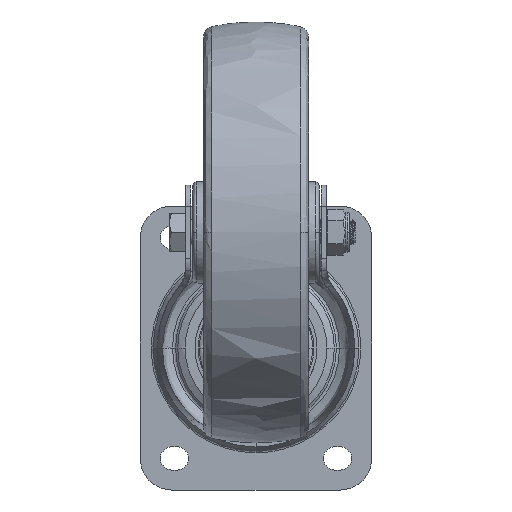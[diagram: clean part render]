
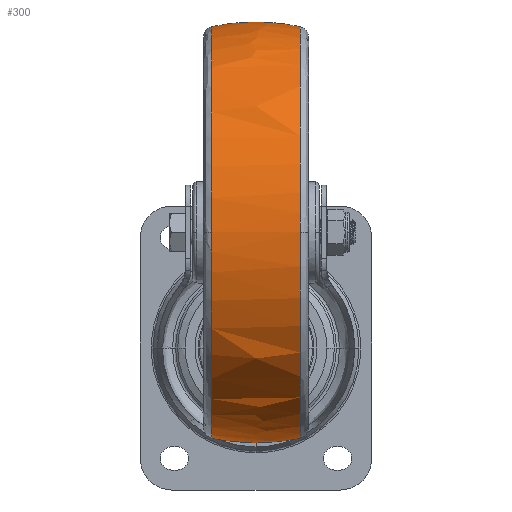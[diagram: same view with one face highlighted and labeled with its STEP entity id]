
A CAD part, front view. The second image highlights one B-rep face of the part: STEP entity #300.
In plain terms, the highlighted free-form (B-spline) face has degree [3, 3] with [4, 4] control points.
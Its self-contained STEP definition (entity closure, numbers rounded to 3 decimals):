
#29 = DIRECTION ( 'NONE',  ( 0., 0., 1. ) ) ;
#300 = ADVANCED_FACE ( 'NONE', ( #18183 ), #41508, .T. ) ;
#329 = CARTESIAN_POINT ( 'NONE',  ( 0., -116., -45. ) ) ;
#1133 = AXIS2_PLACEMENT_3D ( 'NONE', #38809, #19762, #16619 ) ;
#1706 = ORIENTED_EDGE ( 'NONE', *, *, #25803, .F. ) ;
#2008 = EDGE_LOOP ( 'NONE', ( #31205, #3728, #16296, #20688, #11872, #1706, #33190, #45199 ) ) ;
#2250 = DIRECTION ( 'NONE',  ( 0., -1., 0. ) ) ;
#2497 = EDGE_CURVE ( 'NONE', #8587, #16254, #12187, .T. ) ;
#3213 = CARTESIAN_POINT ( 'NONE',  ( -21.053, -116., -42.759 ) ) ;
#3403 = DIRECTION ( 'NONE',  ( 0., 1., 0. ) ) ;
#3728 = ORIENTED_EDGE ( 'NONE', *, *, #32916, .T. ) ;
#4589 = CARTESIAN_POINT ( 'NONE',  ( -21.053, -116., -42.759 ) ) ;
#4739 = CARTESIAN_POINT ( 'NONE',  ( -21.053, -173.266, 152.759 ) ) ;
#6208 = CARTESIAN_POINT ( 'NONE',  ( 21.053, -213.759, 112.266 ) ) ;
#6317 = DIRECTION ( 'NONE',  ( 0., 0., 1. ) ) ;
#6640 = VERTEX_POINT ( 'NONE', #20939 ) ;
#6926 = CARTESIAN_POINT ( 'NONE',  ( 21.053, -116., 152.759 ) ) ;
#8261 = CARTESIAN_POINT ( 'NONE',  ( -200., -516., 155. ) ) ;
#8300 = CIRCLE ( 'NONE', #19875, 100. ) ;
#8587 = VERTEX_POINT ( 'NONE', #33361 ) ;
#9046 = CARTESIAN_POINT ( 'NONE',  ( -21.053, -116., 152.759 ) ) ;
#9712 = VERTEX_POINT ( 'NONE', #3213 ) ;
#9923 = AXIS2_PLACEMENT_3D ( 'NONE', #10193, #2250, #28059 ) ;
#10022 = VERTEX_POINT ( 'NONE', #41795 ) ;
#10193 = CARTESIAN_POINT ( 'NONE',  ( 0., -116., 55. ) ) ;
#11201 = VERTEX_POINT ( 'NONE', #9046 ) ;
#11865 = CARTESIAN_POINT ( 'NONE',  ( 0., -116., 155. ) ) ;
#11872 = ORIENTED_EDGE ( 'NONE', *, *, #45985, .T. ) ;
#12103 = CARTESIAN_POINT ( 'NONE',  ( -200., -516., -45. ) ) ;
#12187 =( BOUNDED_CURVE ( )  B_SPLINE_CURVE ( 3, ( #6926, #43134, #6208, #24557 ),
 .UNSPECIFIED., .F., .F. ) 
 B_SPLINE_CURVE_WITH_KNOTS ( ( 4, 4 ),
 ( 0., 1. ),
 .UNSPECIFIED. ) 
 CURVE ( )  GEOMETRIC_REPRESENTATION_ITEM ( )  RATIONAL_B_SPLINE_CURVE ( ( 1., 0.805, 0.805, 1. ) ) 
 REPRESENTATION_ITEM ( '' )  );
#12364 = EDGE_CURVE ( 'NONE', #9712, #24263, #44615, .T. ) ;
#14665 = CARTESIAN_POINT ( 'NONE',  ( 21.053, -213.759, 55. ) ) ;
#14789 = CARTESIAN_POINT ( 'NONE',  ( 0., -116., -45. ) ) ;
#15021 = CARTESIAN_POINT ( 'NONE',  ( -200., -116., 155. ) ) ;
#15494 = CARTESIAN_POINT ( 'NONE',  ( 0., -116., -45. ) ) ;
#16254 = VERTEX_POINT ( 'NONE', #20868 ) ;
#16296 = ORIENTED_EDGE ( 'NONE', *, *, #47467, .F. ) ;
#16319 = CIRCLE ( 'NONE', #20168, 100. ) ;
#16619 = DIRECTION ( 'NONE',  ( 0., 0., 1. ) ) ;
#17901 = DIRECTION ( 'NONE',  ( 0., -1., 0. ) ) ;
#18183 = FACE_OUTER_BOUND ( 'NONE', #2008, .T. ) ;
#18892 = CARTESIAN_POINT ( 'NONE',  ( 0., -116., 155. ) ) ;
#19362 = CARTESIAN_POINT ( 'NONE',  ( 200., -116., -45. ) ) ;
#19762 = DIRECTION ( 'NONE',  ( 0., 1., 0. ) ) ;
#19875 = AXIS2_PLACEMENT_3D ( 'NONE', #39825, #3403, #29 ) ;
#20168 = AXIS2_PLACEMENT_3D ( 'NONE', #43243, #17901, #6317 ) ;
#20387 = CIRCLE ( 'NONE', #1133, 100. ) ;
#20688 = ORIENTED_EDGE ( 'NONE', *, *, #12364, .F. ) ;
#20868 = CARTESIAN_POINT ( 'NONE',  ( 21.053, -213.759, 55. ) ) ;
#20939 = CARTESIAN_POINT ( 'NONE',  ( 21.053, -116., -42.759 ) ) ;
#22461 = CARTESIAN_POINT ( 'NONE',  ( -21.053, -173.266, -42.759 ) ) ;
#22809 = CARTESIAN_POINT ( 'NONE',  ( 0., -116., -45. ) ) ;
#24263 = VERTEX_POINT ( 'NONE', #42202 ) ;
#24557 = CARTESIAN_POINT ( 'NONE',  ( 21.053, -213.759, 55. ) ) ;
#25535 = CARTESIAN_POINT ( 'NONE',  ( 21.053, -213.759, -2.266 ) ) ;
#25803 = EDGE_CURVE ( 'NONE', #6640, #42127, #20387, .T. ) ;
#26602 = CARTESIAN_POINT ( 'NONE',  ( 200., -516., 155. ) ) ;
#28059 = DIRECTION ( 'NONE',  ( 0., 0., 1. ) ) ;
#29997 = CARTESIAN_POINT ( 'NONE',  ( 200., -116., 155. ) ) ;
#30811 = CARTESIAN_POINT ( 'NONE',  ( -21.053, -213.759, 55. ) ) ;
#31205 = ORIENTED_EDGE ( 'NONE', *, *, #41990, .F. ) ;
#32916 = EDGE_CURVE ( 'NONE', #10022, #11201, #16319, .T. ) ;
#33058 = CIRCLE ( 'NONE', #9923, 100. ) ;
#33146 = CARTESIAN_POINT ( 'NONE',  ( 0., -116., 155. ) ) ;
#33190 = ORIENTED_EDGE ( 'NONE', *, *, #38807, .F. ) ;
#33361 = CARTESIAN_POINT ( 'NONE',  ( 21.053, -116., 152.759 ) ) ;
#33385 = CARTESIAN_POINT ( 'NONE',  ( -200., -116., -45. ) ) ;
#33862 = CARTESIAN_POINT ( 'NONE',  ( 200., -516., -45. ) ) ;
#34288 = CARTESIAN_POINT ( 'NONE',  ( -21.053, -213.759, 55. ) ) ;
#36300 =( BOUNDED_CURVE ( )  B_SPLINE_CURVE ( 3, ( #30811, #38275, #4739, #41184 ),
 .UNSPECIFIED., .F., .T. ) 
 B_SPLINE_CURVE_WITH_KNOTS ( ( 4, 4 ),
 ( 0., 1. ),
 .UNSPECIFIED. ) 
 CURVE ( )  GEOMETRIC_REPRESENTATION_ITEM ( )  RATIONAL_B_SPLINE_CURVE ( ( 1., 0.805, 0.805, 1. ) ) 
 REPRESENTATION_ITEM ( '' )  );
#37693 = CARTESIAN_POINT ( 'NONE',  ( 0., -116., 155. ) ) ;
#38275 = CARTESIAN_POINT ( 'NONE',  ( -21.053, -213.759, 112.266 ) ) ;
#38807 = EDGE_CURVE ( 'NONE', #16254, #6640, #41598, .T. ) ;
#38809 = CARTESIAN_POINT ( 'NONE',  ( 0., -116., 55. ) ) ;
#39825 = CARTESIAN_POINT ( 'NONE',  ( 0., -116., 55. ) ) ;
#40480 = CARTESIAN_POINT ( 'NONE',  ( 21.053, -116., -42.759 ) ) ;
#41184 = CARTESIAN_POINT ( 'NONE',  ( -21.053, -116., 152.759 ) ) ;
#41508 =( BOUNDED_SURFACE ( )  B_SPLINE_SURFACE ( 3, 3, ( 
 ( #18892, #37693, #11865, #33146 ),
 ( #15021, #8261, #26602, #29997 ),
 ( #33385, #12103, #33862, #19362 ),
 ( #14789, #44707, #15494, #329 ) ),
 .UNSPECIFIED., .F., .F., .F. ) 
 B_SPLINE_SURFACE_WITH_KNOTS ( ( 4, 4 ),
 ( 4, 4 ),
 ( 0., 1. ),
 ( 0., 1. ),
 .UNSPECIFIED. ) 
 GEOMETRIC_REPRESENTATION_ITEM ( )  RATIONAL_B_SPLINE_SURFACE ( (
 ( 1., 0.333, 0.333, 1.),
 ( 0.333, 0.111, 0.111, 0.333),
 ( 0.333, 0.111, 0.111, 0.333),
 ( 1., 0.333, 0.333, 1.) ) ) 
 REPRESENTATION_ITEM ( '' )  SURFACE ( )  );
#41598 =( BOUNDED_CURVE ( )  B_SPLINE_CURVE ( 3, ( #14665, #25535, #44349, #40480 ),
 .UNSPECIFIED., .F., .T. ) 
 B_SPLINE_CURVE_WITH_KNOTS ( ( 4, 4 ),
 ( 0., 1. ),
 .UNSPECIFIED. ) 
 CURVE ( )  GEOMETRIC_REPRESENTATION_ITEM ( )  RATIONAL_B_SPLINE_CURVE ( ( 1., 0.805, 0.805, 1. ) ) 
 REPRESENTATION_ITEM ( '' )  );
#41795 = CARTESIAN_POINT ( 'NONE',  ( 0., -116., 155. ) ) ;
#41990 = EDGE_CURVE ( 'NONE', #10022, #8587, #8300, .T. ) ;
#42127 = VERTEX_POINT ( 'NONE', #22809 ) ;
#42202 = CARTESIAN_POINT ( 'NONE',  ( -21.053, -213.759, 55. ) ) ;
#43134 = CARTESIAN_POINT ( 'NONE',  ( 21.053, -173.266, 152.759 ) ) ;
#43243 = CARTESIAN_POINT ( 'NONE',  ( 0., -116., 55. ) ) ;
#44349 = CARTESIAN_POINT ( 'NONE',  ( 21.053, -173.266, -42.759 ) ) ;
#44615 =( BOUNDED_CURVE ( )  B_SPLINE_CURVE ( 3, ( #4589, #22461, #44662, #34288 ),
 .UNSPECIFIED., .F., .F. ) 
 B_SPLINE_CURVE_WITH_KNOTS ( ( 4, 4 ),
 ( 0., 1. ),
 .UNSPECIFIED. ) 
 CURVE ( )  GEOMETRIC_REPRESENTATION_ITEM ( )  RATIONAL_B_SPLINE_CURVE ( ( 1., 0.805, 0.805, 1. ) ) 
 REPRESENTATION_ITEM ( '' )  );
#44662 = CARTESIAN_POINT ( 'NONE',  ( -21.053, -213.759, -2.266 ) ) ;
#44707 = CARTESIAN_POINT ( 'NONE',  ( 0., -116., -45. ) ) ;
#45199 = ORIENTED_EDGE ( 'NONE', *, *, #2497, .F. ) ;
#45985 = EDGE_CURVE ( 'NONE', #9712, #42127, #33058, .T. ) ;
#47467 = EDGE_CURVE ( 'NONE', #24263, #11201, #36300, .T. ) ;
